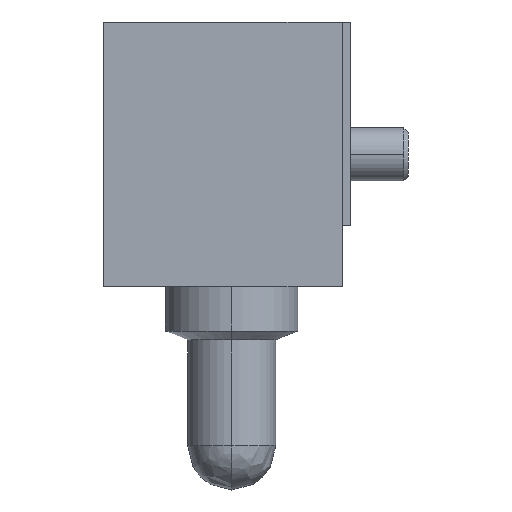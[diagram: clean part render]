
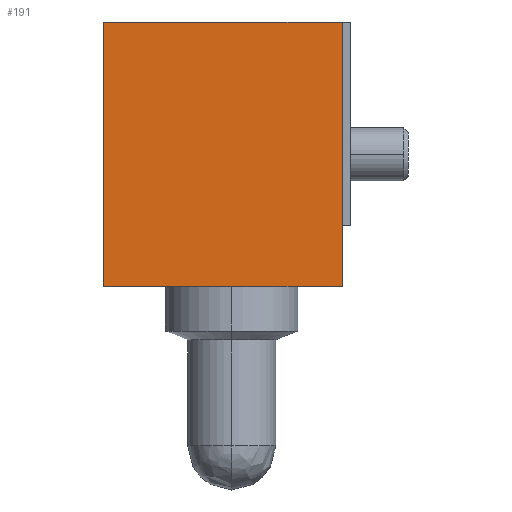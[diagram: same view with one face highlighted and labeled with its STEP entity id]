
A CAD part, left-side view. The second image highlights one B-rep face of the part: STEP entity #191.
In plain terms, the highlighted planar face has unit normal (-1, 0, 0).
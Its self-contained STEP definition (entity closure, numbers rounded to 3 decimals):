
#191 = ADVANCED_FACE ( 'NONE', ( #1406 ), #913, .F. ) ;
#224 = LINE ( 'NONE', #689, #1651 ) ;
#420 = EDGE_CURVE ( 'NONE', #471, #1211, #224, .T. ) ;
#471 = VERTEX_POINT ( 'NONE', #1399 ) ;
#689 = CARTESIAN_POINT ( 'NONE',  ( -3.85, -1.35, 3. ) ) ;
#778 = CARTESIAN_POINT ( 'NONE',  ( -3.85, -1.35, 3. ) ) ;
#786 = LINE ( 'NONE', #938, #1238 ) ;
#821 = EDGE_CURVE ( 'NONE', #1628, #471, #1722, .T. ) ;
#913 = PLANE ( 'NONE',  #1188 ) ;
#934 = DIRECTION ( 'NONE',  ( 0., 0., -1. ) ) ;
#938 = CARTESIAN_POINT ( 'NONE',  ( -3.85, 1.35, 3. ) ) ;
#972 = EDGE_LOOP ( 'NONE', ( #1294, #1755, #1065, #1251 ) ) ;
#1014 = CARTESIAN_POINT ( 'NONE',  ( -3.85, -1.35, 3. ) ) ;
#1053 = DIRECTION ( 'NONE',  ( 0., -1., 0. ) ) ;
#1065 = ORIENTED_EDGE ( 'NONE', *, *, #821, .F. ) ;
#1066 = DIRECTION ( 'NONE',  ( 1., 0., 0. ) ) ;
#1188 = AXIS2_PLACEMENT_3D ( 'NONE', #778, #1066, #934 ) ;
#1193 = EDGE_CURVE ( 'NONE', #1628, #1573, #786, .T. ) ;
#1211 = VERTEX_POINT ( 'NONE', #1393 ) ;
#1238 = VECTOR ( 'NONE', #1574, 1000. ) ;
#1251 = ORIENTED_EDGE ( 'NONE', *, *, #1193, .T. ) ;
#1294 = ORIENTED_EDGE ( 'NONE', *, *, #1479, .T. ) ;
#1350 = VECTOR ( 'NONE', #1715, 1000. ) ;
#1389 = DIRECTION ( 'NONE',  ( 0., 0., -1. ) ) ;
#1392 = LINE ( 'NONE', #1427, #1350 ) ;
#1393 = CARTESIAN_POINT ( 'NONE',  ( -3.85, -1.35, 0. ) ) ;
#1399 = CARTESIAN_POINT ( 'NONE',  ( -3.85, -1.35, 3. ) ) ;
#1406 = FACE_OUTER_BOUND ( 'NONE', #972, .T. ) ;
#1427 = CARTESIAN_POINT ( 'NONE',  ( -3.85, -1.35, 0. ) ) ;
#1438 = VECTOR ( 'NONE', #1053, 1000. ) ;
#1479 = EDGE_CURVE ( 'NONE', #1573, #1211, #1392, .T. ) ;
#1573 = VERTEX_POINT ( 'NONE', #1576 ) ;
#1574 = DIRECTION ( 'NONE',  ( 0., 0., -1. ) ) ;
#1576 = CARTESIAN_POINT ( 'NONE',  ( -3.85, 1.35, 0. ) ) ;
#1628 = VERTEX_POINT ( 'NONE', #1649 ) ;
#1649 = CARTESIAN_POINT ( 'NONE',  ( -3.85, 1.35, 3. ) ) ;
#1651 = VECTOR ( 'NONE', #1389, 1000. ) ;
#1715 = DIRECTION ( 'NONE',  ( 0., -1., 0. ) ) ;
#1722 = LINE ( 'NONE', #1014, #1438 ) ;
#1755 = ORIENTED_EDGE ( 'NONE', *, *, #420, .F. ) ;
